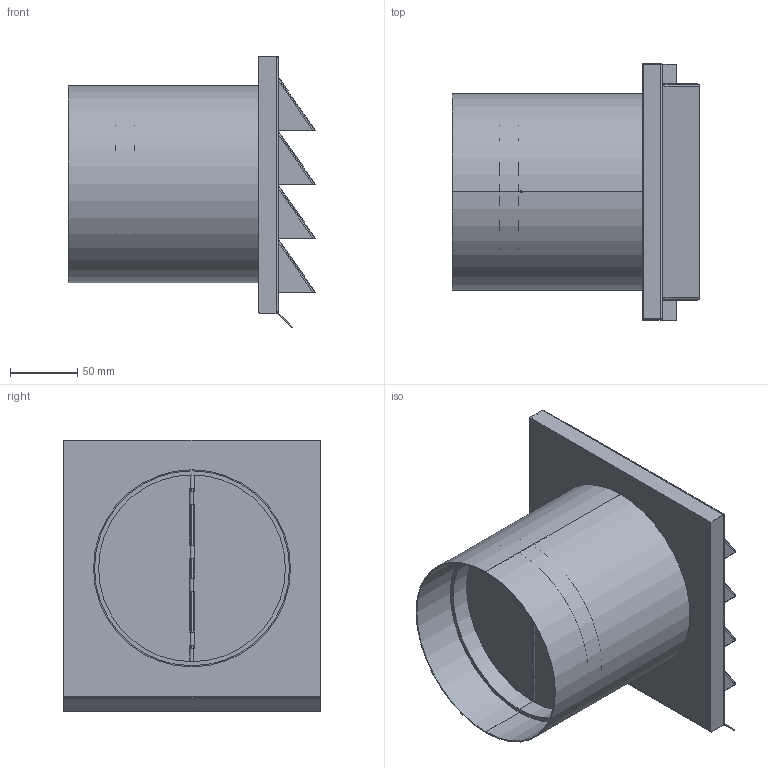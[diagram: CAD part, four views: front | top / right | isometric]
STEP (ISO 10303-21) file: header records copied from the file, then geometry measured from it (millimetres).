
FILE_DESCRIPTION(('STEP AP214'),'1');
FILE_NAME('enjalousie.STP','2023-08-11T12:18:03',(' '),(' '),'Spatial InterOp 3D',' ',' ');
FILE_SCHEMA(('AUTOMOTIVE_DESIGN { 1 0 10303 214 1 1 1 1 }'));
Length unit declared in the file: millimetre
Products named in the file (6): ASSEM1; 4022012_V E-Jal 150 Außenjalousie
Assembly tree (5 placements, depth 3):
  4022012_V E-Jal 150 Außenjalousie
    (unnamed)
      ASSEM1
      (unnamed)
      (unnamed)
      (unnamed)
Bounding box: 183.2 x 190 x 201.41 mm (x, y, z)
Volume: 147216.7 mm3; surface area: 334680 mm2
Topology: 4 solids, 4 shells, 160 faces, 442 edges, 288 vertices
Faces by surface type: cylinder 86, plane 74
Entity records: 5364 total; most frequent: CARTESIAN_POINT 967, DIRECTION 928, ORIENTED_EDGE 884, EDGE_CURVE 442, AXIS2_PLACEMENT_3D 325, VERTEX_POINT 288, LINE 278, VECTOR 278
